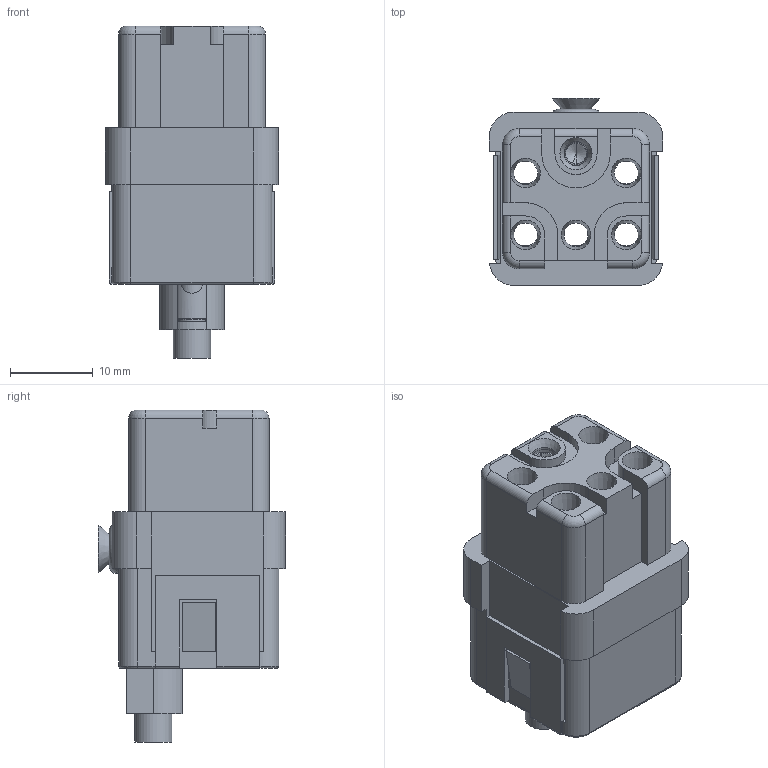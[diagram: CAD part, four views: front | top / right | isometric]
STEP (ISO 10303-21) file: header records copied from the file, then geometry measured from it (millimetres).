
FILE_DESCRIPTION (( 'STEP AP203' ), '1' );
FILE_NAME ('FHQ00002-F0054GYE0 HQ-005&0-FC.step', '2026-02-09T01:50:30', ( '' ), ( '' ), 'SwSTEP 2.0', 'SolidWorks 2021', '' );
FILE_SCHEMA (( 'CONFIG_CONTROL_DESIGN' ));
Length unit declared in the file: millimetre
Products named in the file (1): FHQ00002-F0054GYE0 HQ-005&0-FC
Bounding box: 21 x 22.65 x 40.2 mm (x, y, z)
Volume: 7482.7 mm3; surface area: 8530.1 mm2
Topology: 1 solids, 2 shells, 451 faces, 1247 edges, 811 vertices
Faces by surface type: plane 277, cylinder 89, cone 34, torus 31, bspline 20
Full cylindrical faces by diameter (mm): 2.6 x3, 2.7 x1, 2.9 x2, 3.2 x1, 3.5 x1, 4.5 x1, 4.7 x1, 4.8 x5, 5.7 x1
Entity records: 19072 total; most frequent: CARTESIAN_POINT 7897, ORIENTED_EDGE 2400, DIRECTION 2175, EDGE_CURVE 1200, VERTEX_POINT 797, AXIS2_PLACEMENT_3D 746, LINE 683, VECTOR 683
